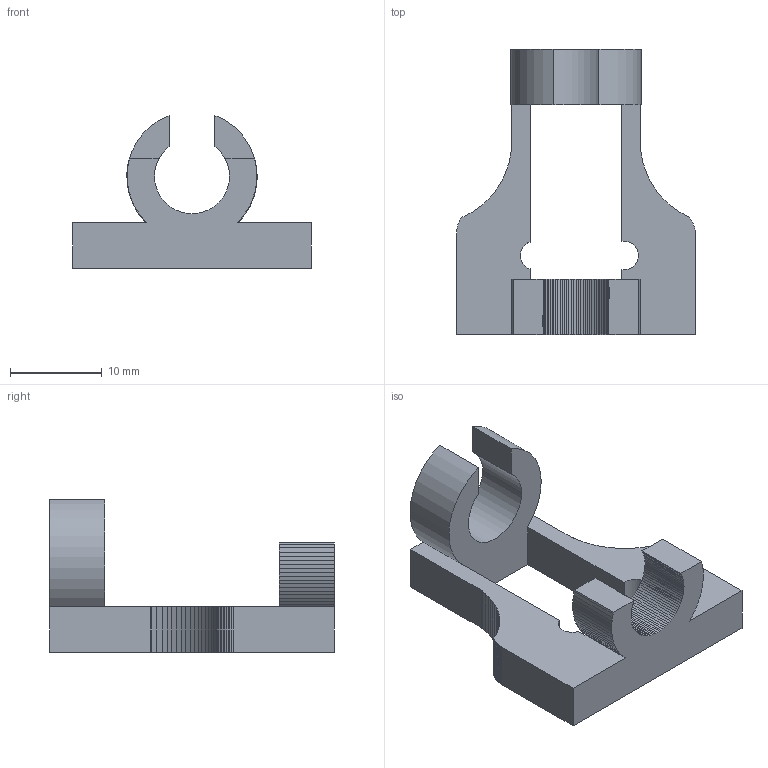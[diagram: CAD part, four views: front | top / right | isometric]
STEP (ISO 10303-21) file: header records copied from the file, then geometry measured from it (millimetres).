
FILE_DESCRIPTION(('FreeCAD Model'),'2;1');
FILE_NAME('Untitled.step','2016-11-15T17:12:38',( 'Author'),(''),'Open CASCADE STEP processor 6.8','FreeCAD','Unknown' );
FILE_SCHEMA(('AUTOMOTIVE_DESIGN_CC2 { 1 2 10303 214 -1 1 5 4 }'));
Length unit declared in the file: millimetre
Products named in the file (2): ASSEMBLY; Fusion001
Assembly tree (1 placements, depth 2):
  ASSEMBLY
    Fusion001
Bounding box: 26 x 31 x 16.65 mm (x, y, z)
Volume: 2825.5 mm3; surface area: 2363.8 mm2
Topology: 1 solids, 1 shells, 204 faces, 577 edges, 374 vertices
Faces by surface type: plane 197, cylinder 7
Entity records: 13907 total; most frequent: CARTESIAN_POINT 2506, DIRECTION 2029, LINE 1582, VECTOR 1582, ORIENTED_EDGE 1154, PCURVE 1154, DEFINITIONAL_REPRESENTATION 1154, EDGE_CURVE 577
